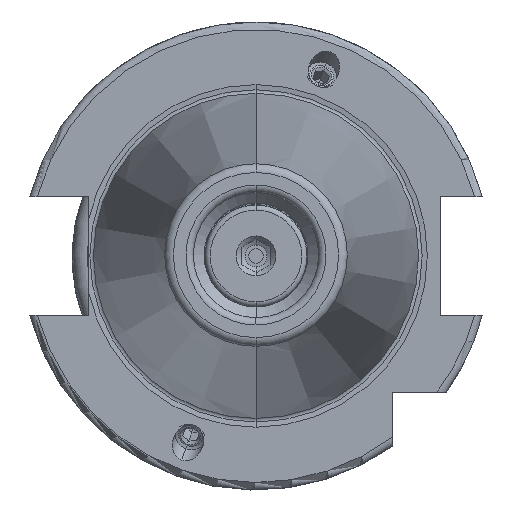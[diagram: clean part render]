
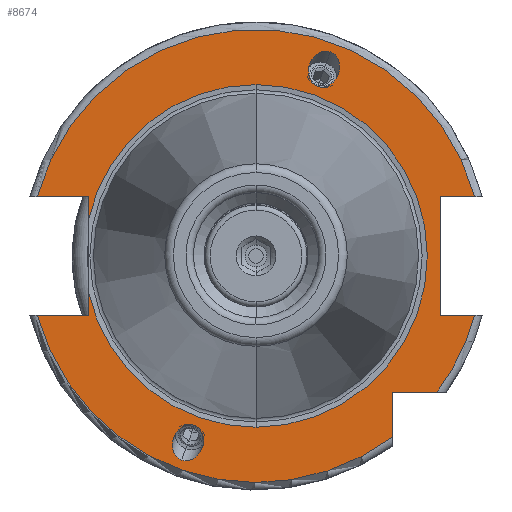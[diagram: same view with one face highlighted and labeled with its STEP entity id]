
A CAD part, top view. The second image highlights one B-rep face of the part: STEP entity #8674.
In plain terms, the highlighted planar face has unit normal (0, 0, 1).
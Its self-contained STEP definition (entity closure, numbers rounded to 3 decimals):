
#1534=DIRECTION('',(1,0,0));
#1535=VECTOR('',#1534,7.004);
#1536=CARTESIAN_POINT('',(-29.704,-8.05,18.1));
#1537=LINE('',#1536,#1535);
#1538=DIRECTION('',(0,1,0));
#1539=VECTOR('',#1538,2.939);
#1540=CARTESIAN_POINT('',(-22.7,-8.05,18.1));
#1541=LINE('',#1540,#1539);
#1542=DIRECTION('',(0,1,0));
#1543=VECTOR('',#1542,2.939);
#1544=CARTESIAN_POINT('',(-22.7,5.111,18.1));
#1545=LINE('',#1544,#1543);
#1546=DIRECTION('',(1,0,0));
#1547=VECTOR('',#1546,7.004);
#1548=CARTESIAN_POINT('',(-29.704,8.05,18.1));
#1549=LINE('',#1548,#1547);
#1550=DIRECTION('',(-1,0,0));
#1551=VECTOR('',#1550,4.704);
#1552=CARTESIAN_POINT('',(29.704,8.05,18.1));
#1553=LINE('',#1552,#1551);
#1554=DIRECTION('',(0,-1,0));
#1555=VECTOR('',#1554,16.1);
#1556=CARTESIAN_POINT('',(25,8.05,18.1));
#1557=LINE('',#1556,#1555);
#1558=DIRECTION('',(-1,0,0));
#1559=VECTOR('',#1558,4.704);
#1560=CARTESIAN_POINT('',(29.704,-8.05,18.1));
#1561=LINE('',#1560,#1559);
#1562=CARTESIAN_POINT('',(0,0,18.1));
#1563=DIRECTION('',(0,0,1));
#1564=DIRECTION('',(0.799,-0.601,0));
#1565=AXIS2_PLACEMENT_3D('',#1562,#1563,#1564);
#1567=DIRECTION('',(-1,0,0));
#1568=VECTOR('',#1567,6.094);
#1569=CARTESIAN_POINT('',(24.594,-18.5,18.1));
#1570=LINE('',#1569,#1568);
#1571=DIRECTION('',(0,1,0));
#1572=VECTOR('',#1571,6.094);
#1573=CARTESIAN_POINT('',(18.5,-24.594,18.1));
#1574=LINE('',#1573,#1572);
#1575=CARTESIAN_POINT('',(8.379,23.02,18.1));
#1576=CARTESIAN_POINT('',(8.152,23.103,18.1));
#1577=CARTESIAN_POINT('',(7.698,23.381,18.1));
#1578=CARTESIAN_POINT('',(7.208,24.17,18.1));
#1579=CARTESIAN_POINT('',(7.094,25.,18.1));
#1580=CARTESIAN_POINT('',(7.174,25.641,18.1));
#1581=CARTESIAN_POINT('',(7.298,26.077,18.1));
#1582=CARTESIAN_POINT('',(7.483,26.49,18.1));
#1583=CARTESIAN_POINT('',(7.834,27.033,18.1));
#1584=CARTESIAN_POINT('',(8.455,27.594,18.1));
#1585=CARTESIAN_POINT('',(9.337,27.884,18.1));
#1586=CARTESIAN_POINT('',(9.863,27.806,18.1));
#1587=CARTESIAN_POINT('',(10.09,27.723,18.1));
#1589=CARTESIAN_POINT('',(10.09,27.723,18.1));
#1590=CARTESIAN_POINT('',(10.318,27.641,18.1));
#1591=CARTESIAN_POINT('',(10.771,27.362,18.1));
#1592=CARTESIAN_POINT('',(11.261,26.573,18.1));
#1593=CARTESIAN_POINT('',(11.375,25.744,18.1));
#1594=CARTESIAN_POINT('',(11.295,25.103,18.1));
#1595=CARTESIAN_POINT('',(11.171,24.667,18.1));
#1596=CARTESIAN_POINT('',(10.986,24.253,18.1));
#1597=CARTESIAN_POINT('',(10.635,23.711,18.1));
#1598=CARTESIAN_POINT('',(10.014,23.149,18.1));
#1599=CARTESIAN_POINT('',(9.133,22.859,18.1));
#1600=CARTESIAN_POINT('',(8.606,22.937,18.1));
#1601=CARTESIAN_POINT('',(8.379,23.02,18.1));
#1603=CARTESIAN_POINT('',(-8.379,-23.02,18.1));
#1604=CARTESIAN_POINT('',(-8.606,-22.937,18.1));
#1605=CARTESIAN_POINT('',(-9.133,-22.859,18.1));
#1606=CARTESIAN_POINT('',(-10.014,-23.149,18.1));
#1607=CARTESIAN_POINT('',(-10.635,-23.711,18.1));
#1608=CARTESIAN_POINT('',(-10.986,-24.253,18.1));
#1609=CARTESIAN_POINT('',(-11.171,-24.667,18.1));
#1610=CARTESIAN_POINT('',(-11.295,-25.103,18.1));
#1611=CARTESIAN_POINT('',(-11.375,-25.744,18.1));
#1612=CARTESIAN_POINT('',(-11.261,-26.573,18.1));
#1613=CARTESIAN_POINT('',(-10.771,-27.362,18.1));
#1614=CARTESIAN_POINT('',(-10.318,-27.641,18.1));
#1615=CARTESIAN_POINT('',(-10.09,-27.723,18.1));
#1617=CARTESIAN_POINT('',(-10.09,-27.723,18.1));
#1618=CARTESIAN_POINT('',(-9.863,-27.806,18.1));
#1619=CARTESIAN_POINT('',(-9.337,-27.884,18.1));
#1620=CARTESIAN_POINT('',(-8.455,-27.594,18.1));
#1621=CARTESIAN_POINT('',(-7.834,-27.033,18.1));
#1622=CARTESIAN_POINT('',(-7.483,-26.49,18.1));
#1623=CARTESIAN_POINT('',(-7.298,-26.077,18.1));
#1624=CARTESIAN_POINT('',(-7.174,-25.641,18.1));
#1625=CARTESIAN_POINT('',(-7.094,-25.,18.1));
#1626=CARTESIAN_POINT('',(-7.208,-24.17,18.1));
#1627=CARTESIAN_POINT('',(-7.698,-23.381,18.1));
#1628=CARTESIAN_POINT('',(-8.152,-23.103,18.1));
#1629=CARTESIAN_POINT('',(-8.379,-23.02,18.1));
#1639=CARTESIAN_POINT('',(0,0,18.1));
#1640=DIRECTION('',(0,0,1));
#1641=DIRECTION('',(0,1,0));
#1642=AXIS2_PLACEMENT_3D('',#1639,#1640,#1641);
#1652=CARTESIAN_POINT('',(0,0,18.1));
#1653=DIRECTION('',(0,0,1));
#1654=DIRECTION('',(-0.976,-0.22,0));
#1655=AXIS2_PLACEMENT_3D('',#1652,#1653,#1654);
#1657=CARTESIAN_POINT('',(0,0,18.1));
#1658=DIRECTION('',(0,0,-1));
#1659=DIRECTION('',(0,1,0));
#1660=AXIS2_PLACEMENT_3D('',#1657,#1658,#1659);
#2213=CARTESIAN_POINT('',(0,0,18.1));
#2214=DIRECTION('',(0,0,1));
#2215=DIRECTION('',(0.965,0.262,0));
#2216=AXIS2_PLACEMENT_3D('',#2213,#2214,#2215);
#2264=CARTESIAN_POINT('',(0,0,18.1));
#2265=DIRECTION('',(0,0,1));
#2266=DIRECTION('',(-0.965,-0.262,0));
#2267=AXIS2_PLACEMENT_3D('',#2264,#2265,#2266);
#5517=CARTESIAN_POINT('',(-29.704,-8.05,18.1));
#5518=CARTESIAN_POINT('',(-22.7,-8.05,18.1));
#5519=VERTEX_POINT('',#5517);
#5520=VERTEX_POINT('',#5518);
#5521=CARTESIAN_POINT('',(-22.7,-5.111,18.1));
#5522=VERTEX_POINT('',#5521);
#5523=CARTESIAN_POINT('',(-22.7,5.111,18.1));
#5524=CARTESIAN_POINT('',(-22.7,8.05,18.1));
#5525=VERTEX_POINT('',#5523);
#5526=VERTEX_POINT('',#5524);
#5527=CARTESIAN_POINT('',(-29.704,8.05,18.1));
#5528=VERTEX_POINT('',#5527);
#5529=CARTESIAN_POINT('',(25,8.05,18.1));
#5530=CARTESIAN_POINT('',(25,-8.05,18.1));
#5531=VERTEX_POINT('',#5529);
#5532=VERTEX_POINT('',#5530);
#5533=CARTESIAN_POINT('',(29.704,-8.05,18.1));
#5534=VERTEX_POINT('',#5533);
#5535=CARTESIAN_POINT('',(29.704,8.05,18.1));
#5536=VERTEX_POINT('',#5535);
#5537=CARTESIAN_POINT('',(18.5,-24.594,18.1));
#5538=CARTESIAN_POINT('',(18.5,-18.5,18.1));
#5539=VERTEX_POINT('',#5537);
#5540=VERTEX_POINT('',#5538);
#5541=CARTESIAN_POINT('',(24.594,-18.5,18.1));
#5542=VERTEX_POINT('',#5541);
#5591=CARTESIAN_POINT('',(0,23.268,18.1));
#5592=VERTEX_POINT('',#5591);
#5593=CARTESIAN_POINT('',(0,-23.268,18.1));
#5594=VERTEX_POINT('',#5593);
#5635=CARTESIAN_POINT('',(8.379,23.02,18.1));
#5637=VERTEX_POINT('',#5635);
#5643=VERTEX_POINT('',#1587);
#5664=CARTESIAN_POINT('',(-8.379,-23.02,18.1));
#5666=VERTEX_POINT('',#5664);
#5672=CARTESIAN_POINT('',(-10.09,-27.723,18.1));
#5673=VERTEX_POINT('',#5672);
#8631=CARTESIAN_POINT('',(0,0,18.1));
#8632=DIRECTION('',(0,0,-1));
#8633=DIRECTION('',(0,-1,0));
#8634=AXIS2_PLACEMENT_3D('',#8631,#8632,#8633);
#8635=PLANE('',#8634);
#8636=ORIENTED_EDGE('',*,*,#8113,.T.);
#8637=ORIENTED_EDGE('',*,*,#8099,.T.);
#8639=ORIENTED_EDGE('',*,*,#8638,.T.);
#8641=ORIENTED_EDGE('',*,*,#8640,.F.);
#8643=ORIENTED_EDGE('',*,*,#8642,.T.);
#8644=ORIENTED_EDGE('',*,*,#8095,.T.);
#8645=ORIENTED_EDGE('',*,*,#8080,.F.);
#8647=ORIENTED_EDGE('',*,*,#8646,.F.);
#8649=ORIENTED_EDGE('',*,*,#8648,.T.);
#8650=ORIENTED_EDGE('',*,*,#7678,.T.);
#8651=ORIENTED_EDGE('',*,*,#7828,.F.);
#8653=ORIENTED_EDGE('',*,*,#8652,.F.);
#8655=ORIENTED_EDGE('',*,*,#8654,.T.);
#8657=ORIENTED_EDGE('',*,*,#8656,.F.);
#8659=ORIENTED_EDGE('',*,*,#8658,.F.);
#8660=EDGE_LOOP('',(#8636,#8637,#8639,#8641,#8643,#8644,#8645,#8647,#8649,#8650,
#8651,#8653,#8655,#8657,#8659));
#8661=FACE_OUTER_BOUND('',#8660,.F.);
#8663=ORIENTED_EDGE('',*,*,#8662,.F.);
#8665=ORIENTED_EDGE('',*,*,#8664,.F.);
#8666=EDGE_LOOP('',(#8663,#8665));
#8667=FACE_BOUND('',#8666,.F.);
#8669=ORIENTED_EDGE('',*,*,#8668,.T.);
#8671=ORIENTED_EDGE('',*,*,#8670,.T.);
#8672=EDGE_LOOP('',(#8669,#8671));
#8673=FACE_BOUND('',#8672,.F.);
#8674=ADVANCED_FACE('',(#8661,#8667,#8673),#8635,.F.);
#1566=CIRCLE('',#1565,30.775);
#1588=B_SPLINE_CURVE_WITH_KNOTS('',3,(#1575,#1576,#1577,#1578,#1579,#1580,#1581,
#1582,#1583,#1584,#1585,#1586,#1587),.UNSPECIFIED.,.F.,.F.,(4,1,1,1,1,1,1,1,1,1,
4),(0,0.125,0.25,0.375,0.438,0.5,0.563,0.625,0.75,0.875,
1.0),.UNSPECIFIED.);
#1602=B_SPLINE_CURVE_WITH_KNOTS('',3,(#1589,#1590,#1591,#1592,#1593,#1594,#1595,
#1596,#1597,#1598,#1599,#1600,#1601),.UNSPECIFIED.,.F.,.F.,(4,1,1,1,1,1,1,1,1,1,
4),(0,0.125,0.25,0.375,0.438,0.5,0.563,0.625,0.75,0.875,
1.0),.UNSPECIFIED.);
#1616=B_SPLINE_CURVE_WITH_KNOTS('',3,(#1603,#1604,#1605,#1606,#1607,#1608,#1609,
#1610,#1611,#1612,#1613,#1614,#1615),.UNSPECIFIED.,.F.,.F.,(4,1,1,1,1,1,1,1,1,1,
4),(0,0.125,0.25,0.375,0.438,0.5,0.563,0.625,0.75,0.875,
1.0),.UNSPECIFIED.);
#1630=B_SPLINE_CURVE_WITH_KNOTS('',3,(#1617,#1618,#1619,#1620,#1621,#1622,#1623,
#1624,#1625,#1626,#1627,#1628,#1629),.UNSPECIFIED.,.F.,.F.,(4,1,1,1,1,1,1,1,1,1,
4),(0,0.125,0.25,0.375,0.438,0.5,0.563,0.625,0.75,0.875,
1.0),.UNSPECIFIED.);
#1643=CIRCLE('',#1642,23.268);
#1656=CIRCLE('',#1655,23.268);
#1661=CIRCLE('',#1660,23.268);
#2217=CIRCLE('',#2216,30.775);
#2268=CIRCLE('',#2267,30.775);
#7678=EDGE_CURVE('',#5531,#5532,#1557,.T.);
#7828=EDGE_CURVE('',#5534,#5532,#1561,.T.);
#8080=EDGE_CURVE('',#5528,#5526,#1549,.T.);
#8095=EDGE_CURVE('',#5525,#5526,#1545,.T.);
#8099=EDGE_CURVE('',#5520,#5522,#1541,.T.);
#8113=EDGE_CURVE('',#5519,#5520,#1537,.T.);
#8638=EDGE_CURVE('',#5522,#5594,#1656,.T.);
#8640=EDGE_CURVE('',#5592,#5594,#1661,.T.);
#8642=EDGE_CURVE('',#5592,#5525,#1643,.T.);
#8646=EDGE_CURVE('',#5536,#5528,#2217,.T.);
#8648=EDGE_CURVE('',#5536,#5531,#1553,.T.);
#8652=EDGE_CURVE('',#5542,#5534,#1566,.T.);
#8654=EDGE_CURVE('',#5542,#5540,#1570,.T.);
#8656=EDGE_CURVE('',#5539,#5540,#1574,.T.);
#8658=EDGE_CURVE('',#5519,#5539,#2268,.T.);
#8662=EDGE_CURVE('',#5637,#5643,#1588,.T.);
#8664=EDGE_CURVE('',#5643,#5637,#1602,.T.);
#8668=EDGE_CURVE('',#5666,#5673,#1616,.T.);
#8670=EDGE_CURVE('',#5673,#5666,#1630,.T.);
